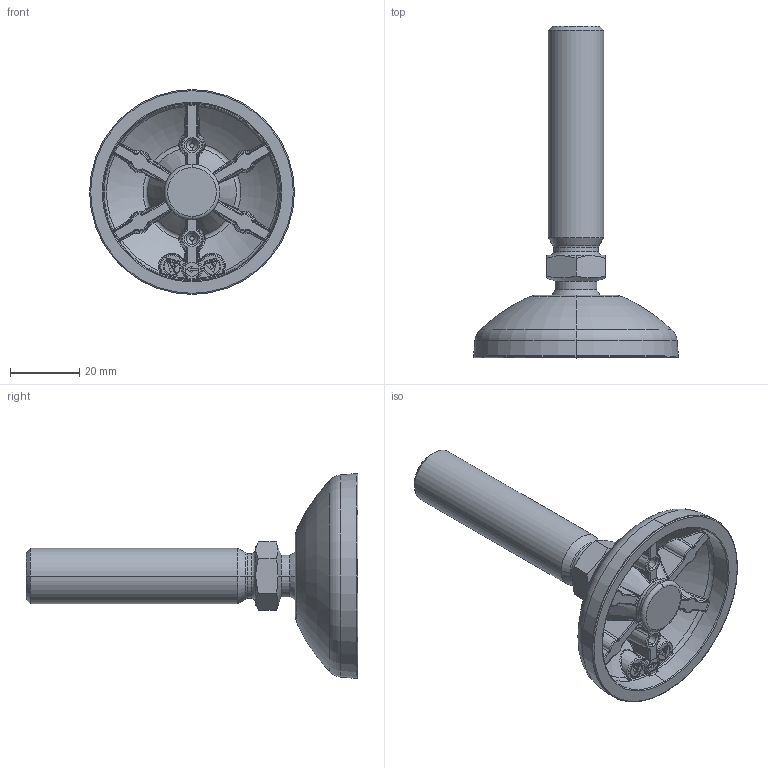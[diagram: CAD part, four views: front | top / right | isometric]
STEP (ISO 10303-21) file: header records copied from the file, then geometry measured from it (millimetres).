
FILE_DESCRIPTION (( 'STEP AP214' ), '1' );
FILE_NAME ('9D060K16066M.STEP', '2020-11-03T09:16:58', ( '' ), ( '' ), 'SwSTEP 2.0', 'SolidWorks 2020', '' );
FILE_SCHEMA (( 'AUTOMOTIVE_DESIGN' ));
Length unit declared in the file: millimetre
Products named in the file (3): 098DM16____-a-Tab_098DM16066M; 098D060K_098D060K; 9D060K16066M
Assembly tree (2 placements, depth 2):
  9D060K16066M
    098D060K_098D060K
    098DM16____-a-Tab_098DM16066M
Bounding box: 59 x 95.6 x 59 mm (x, y, z)
Volume: 34377.6 mm3; surface area: 15056.8 mm2
Topology: 2 solids, 2 shells, 688 faces, 1721 edges, 1018 vertices
Faces by surface type: plane 256, bspline 240, torus 76, cylinder 56, cone 48, sphere 12
Entity records: 24905 total; most frequent: CARTESIAN_POINT 10329, ORIENTED_EDGE 3354, DIRECTION 2549, EDGE_CURVE 1677, VERTEX_POINT 1012, AXIS2_PLACEMENT_3D 920, VECTOR 709, LINE 709
